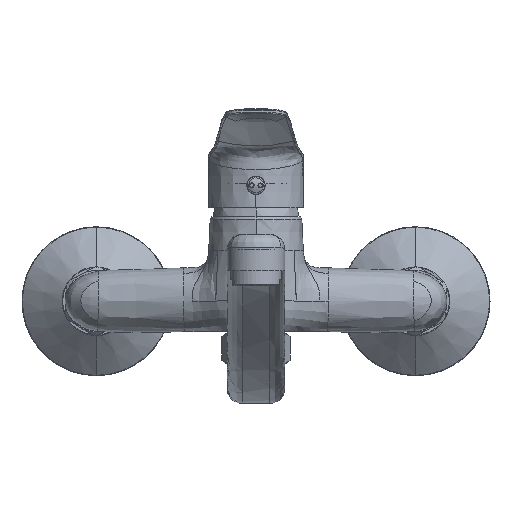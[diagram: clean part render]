
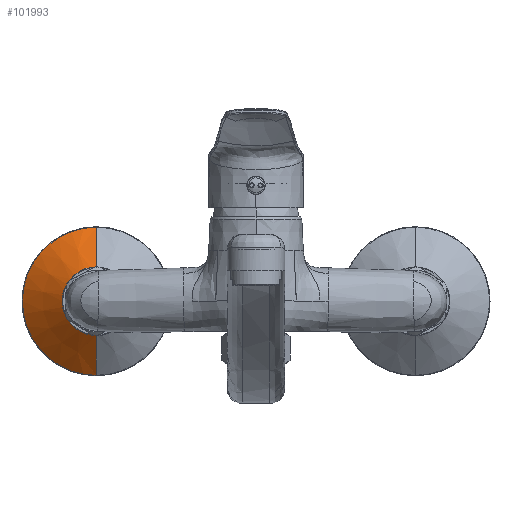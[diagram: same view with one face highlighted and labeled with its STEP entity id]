
A CAD part, top view. The second image highlights one B-rep face of the part: STEP entity #101993.
In plain terms, the highlighted conical face has half-angle 51.34 degrees and reference radius 34.812 mm.
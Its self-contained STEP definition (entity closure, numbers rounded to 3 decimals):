
#1534 = CARTESIAN_POINT ( 'NONE',  ( -74.998, 0., 22.09 ) ) ;
#8012 = CARTESIAN_POINT ( 'NONE',  ( -74.998, -16.137, 22.09 ) ) ;
#15190 = ORIENTED_EDGE ( 'NONE', *, *, #62245, .F. ) ;
#15671 = DIRECTION ( 'NONE',  ( 0., -1., 0. ) ) ;
#15971 = CONICAL_SURFACE ( 'NONE', #154740, 34.812, 0.896 ) ;
#16514 = EDGE_CURVE ( 'NONE', #90318, #152149, #153333, .T. ) ;
#16992 = ORIENTED_EDGE ( 'NONE', *, *, #173079, .T. ) ;
#22664 = DIRECTION ( 'NONE',  ( 0., 0., -1. ) ) ;
#25535 = LINE ( 'NONE', #78792, #58714 ) ;
#30182 = CARTESIAN_POINT ( 'NONE',  ( -74.998, 0., 22.09 ) ) ;
#32931 = CARTESIAN_POINT ( 'NONE',  ( -74.998, -34.812, 7.15 ) ) ;
#34434 = CARTESIAN_POINT ( 'NONE',  ( -75.097, -16.137, 22.09 ) ) ;
#34560 = DIRECTION ( 'NONE',  ( 0., 0., 1. ) ) ;
#41575 = CIRCLE ( 'NONE', #73430, 34.812 ) ;
#43300 = CARTESIAN_POINT ( 'NONE',  ( -74.998, 0., 7.15 ) ) ;
#43561 = AXIS2_PLACEMENT_3D ( 'NONE', #1534, #100179, #15671 ) ;
#44389 = DIRECTION ( 'NONE',  ( 0., -1., 0. ) ) ;
#44947 = VERTEX_POINT ( 'NONE', #8012 ) ;
#49981 = AXIS2_PLACEMENT_3D ( 'NONE', #30182, #128962, #44389 ) ;
#57514 = DIRECTION ( 'NONE',  ( 0., -1., 0. ) ) ;
#58714 = VECTOR ( 'NONE', #163338, 1000. ) ;
#62245 = EDGE_CURVE ( 'NONE', #44947, #180130, #25535, .T. ) ;
#63537 = VERTEX_POINT ( 'NONE', #34434 ) ;
#67989 = AXIS2_PLACEMENT_3D ( 'NONE', #43300, #142026, #57514 ) ;
#70345 = CARTESIAN_POINT ( 'NONE',  ( -74.998, 16.137, 22.09 ) ) ;
#71177 = CIRCLE ( 'NONE', #43561, 16.137 ) ;
#73430 = AXIS2_PLACEMENT_3D ( 'NONE', #119130, #34560, #133317 ) ;
#78792 = CARTESIAN_POINT ( 'NONE',  ( -74.998, -34.812, 7.15 ) ) ;
#79407 = DIRECTION ( 'NONE',  ( 0., -1., 0. ) ) ;
#79983 = EDGE_CURVE ( 'NONE', #44947, #63537, #71177, .T. ) ;
#81295 = DIRECTION ( 'NONE',  ( 0., 0.781, -0.625 ) ) ;
#86927 = EDGE_CURVE ( 'NONE', #63537, #90318, #122884, .T. ) ;
#90318 = VERTEX_POINT ( 'NONE', #70345 ) ;
#96328 = VERTEX_POINT ( 'NONE', #144561 ) ;
#100179 = DIRECTION ( 'NONE',  ( 0., 0., -1. ) ) ;
#101993 = ADVANCED_FACE ( 'NONE', ( #141801 ), #15971, .T. ) ;
#103797 = ORIENTED_EDGE ( 'NONE', *, *, #86927, .T. ) ;
#104194 = ORIENTED_EDGE ( 'NONE', *, *, #105149, .T. ) ;
#105149 = EDGE_CURVE ( 'NONE', #152149, #96328, #41575, .T. ) ;
#108256 = ORIENTED_EDGE ( 'NONE', *, *, #16514, .T. ) ;
#115817 = VECTOR ( 'NONE', #81295, 1000. ) ;
#118321 = EDGE_LOOP ( 'NONE', ( #131022, #103797, #108256, #104194, #16992, #15190 ) ) ;
#119130 = CARTESIAN_POINT ( 'NONE',  ( -74.998, 0., 7.15 ) ) ;
#122884 = CIRCLE ( 'NONE', #49981, 16.137 ) ;
#128962 = DIRECTION ( 'NONE',  ( 0., 0., -1. ) ) ;
#131022 = ORIENTED_EDGE ( 'NONE', *, *, #79983, .T. ) ;
#133317 = DIRECTION ( 'NONE',  ( 0., -1., 0. ) ) ;
#141801 = FACE_OUTER_BOUND ( 'NONE', #118321, .T. ) ;
#142026 = DIRECTION ( 'NONE',  ( 0., 0., 1. ) ) ;
#144561 = CARTESIAN_POINT ( 'NONE',  ( -75.154, -34.812, 7.15 ) ) ;
#144797 = CARTESIAN_POINT ( 'NONE',  ( -74.998, 34.812, 7.15 ) ) ;
#152149 = VERTEX_POINT ( 'NONE', #144797 ) ;
#153333 = LINE ( 'NONE', #180017, #115817 ) ;
#154641 = CIRCLE ( 'NONE', #67989, 34.812 ) ;
#154740 = AXIS2_PLACEMENT_3D ( 'NONE', #163950, #22664, #79407 ) ;
#163338 = DIRECTION ( 'NONE',  ( 0., -0.781, -0.625 ) ) ;
#163950 = CARTESIAN_POINT ( 'NONE',  ( -74.998, 0., 7.15 ) ) ;
#173079 = EDGE_CURVE ( 'NONE', #96328, #180130, #154641, .T. ) ;
#180017 = CARTESIAN_POINT ( 'NONE',  ( -74.998, 34.812, 7.15 ) ) ;
#180130 = VERTEX_POINT ( 'NONE', #32931 ) ;
